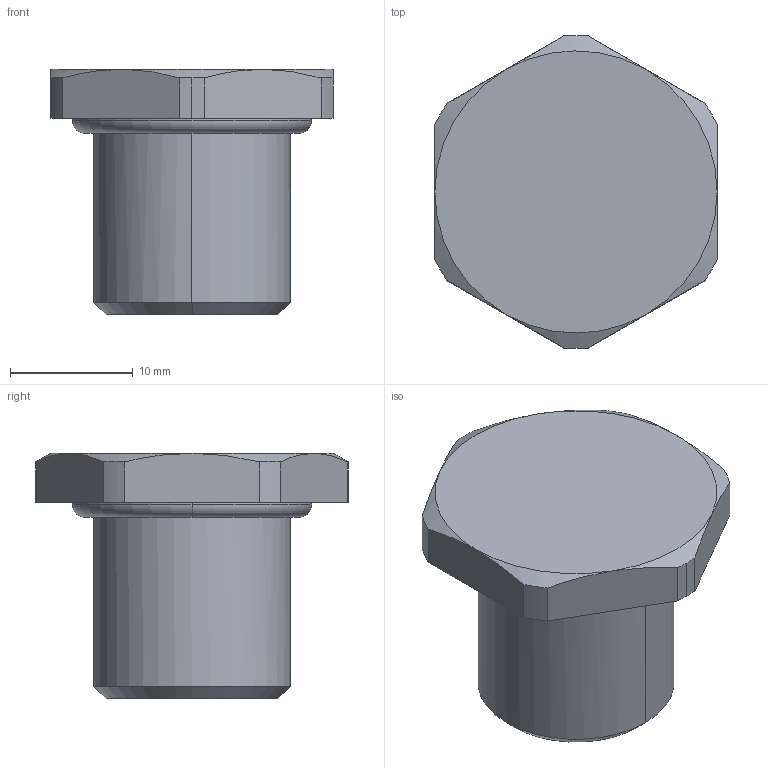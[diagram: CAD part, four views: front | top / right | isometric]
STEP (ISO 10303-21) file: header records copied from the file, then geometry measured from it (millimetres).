
FILE_DESCRIPTION(('CATIA V5 STEP Exchange','CAx-IF Rec.Pracs.--- Model Styling and Organization---1.4--- 2014-01-23'),'2;1');
FILE_NAME ('151186-1_0_1218940000_1218940000.stp','2021-06-24T07:28:59+00:00',('none'),('Weidmueller'),'CATIA Version 5-6 Release 2016 SP3 HF44','CATIA V5 STEP AP214','none');
FILE_SCHEMA(('AUTOMOTIVE_DESIGN { 1 0 10303 214 1 1 1 1 }'));
Length unit declared in the file: millimetre
Products named in the file (1): M16
Bounding box: 23 x 25.5 x 20 mm (x, y, z)
Volume: 3569 mm3; surface area: 2935.5 mm2
Topology: 2 solids, 2 shells, 47 faces, 108 edges, 66 vertices
Faces by surface type: cylinder 16, cone 12, plane 11, torus 8
Entity records: 1267 total; most frequent: CARTESIAN_POINT 291, ORIENTED_EDGE 216, DIRECTION 146, EDGE_CURVE 108, AXIS2_PLACEMENT_3D 87, VERTEX_POINT 66, CIRCLE 60, EDGE_LOOP 50
